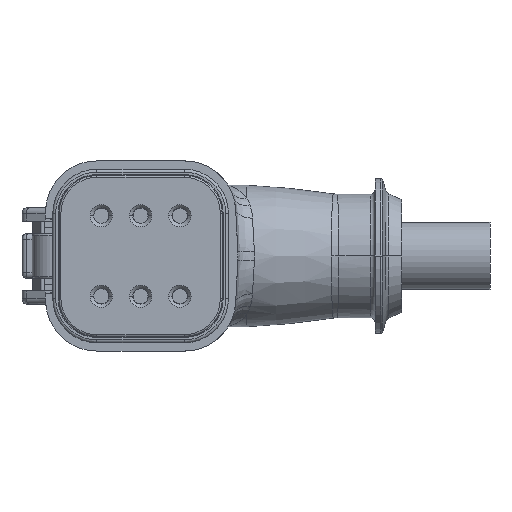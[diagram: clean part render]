
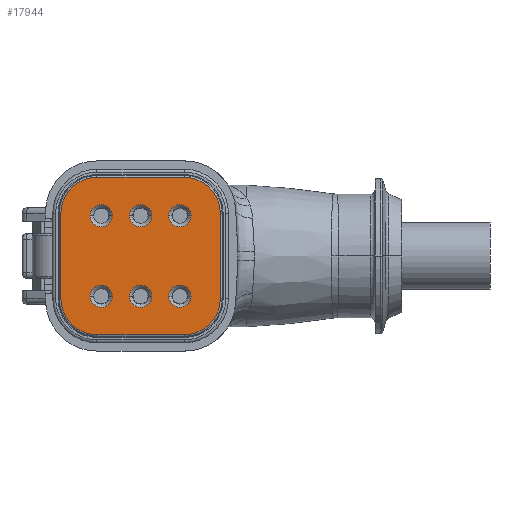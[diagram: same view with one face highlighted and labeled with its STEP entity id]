
A CAD part, left-side view. The second image highlights one B-rep face of the part: STEP entity #17944.
In plain terms, the highlighted planar face has unit normal (-1, 0, 0).
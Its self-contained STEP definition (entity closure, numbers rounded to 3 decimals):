
#4826=DIRECTION('',(0.,1.,0.));
#4827=VECTOR('',#4826,9.906);
#4828=CARTESIAN_POINT('',(-1.268,-4.951,8.89));
#4829=LINE('',#4828,#4827);
#4834=CARTESIAN_POINT('',(-1.268,4.955,-4.826));
#4835=DIRECTION('',(1.,0.,0.));
#4836=DIRECTION('',(0.,0.,-1.));
#4837=AXIS2_PLACEMENT_3D('',#4834,#4835,#4836);
#4839=CARTESIAN_POINT('',(-1.268,4.955,4.826));
#4840=DIRECTION('',(1.,0.,0.));
#4841=DIRECTION('',(0.,1.,0.));
#4842=AXIS2_PLACEMENT_3D('',#4839,#4840,#4841);
#4844=CARTESIAN_POINT('',(-1.268,-4.951,4.826));
#4845=DIRECTION('',(1.,0.,0.));
#4846=DIRECTION('',(0.,0.,1.));
#4847=AXIS2_PLACEMENT_3D('',#4844,#4845,#4846);
#4849=CARTESIAN_POINT('',(-1.268,-4.951,-4.826));
#4850=DIRECTION('',(1.,0.,0.));
#4851=DIRECTION('',(0.,-1.,0.));
#4852=AXIS2_PLACEMENT_3D('',#4849,#4850,#4851);
#4854=DIRECTION('',(0.,-1.,0.));
#4855=VECTOR('',#4854,9.906);
#4856=CARTESIAN_POINT('',(-1.268,4.955,-8.89));
#4857=LINE('',#4856,#4855);
#4877=DIRECTION('',(0.,0.,1.));
#4878=VECTOR('',#4877,9.652);
#4879=CARTESIAN_POINT('',(-1.268,-9.015,-4.826));
#4880=LINE('',#4879,#4878);
#5060=CARTESIAN_POINT('',(-1.268,0.002,-4.559));
#5061=DIRECTION('',(1.,0.,0.));
#5062=DIRECTION('',(0.,1.,0.));
#5063=AXIS2_PLACEMENT_3D('',#5060,#5061,#5062);
#5069=CARTESIAN_POINT('',(-1.268,0.002,-4.559));
#5070=DIRECTION('',(1.,0.,0.));
#5071=DIRECTION('',(0.,-1.,0.));
#5072=AXIS2_PLACEMENT_3D('',#5069,#5070,#5071);
#5096=CARTESIAN_POINT('',(-1.268,-4.443,-4.559));
#5097=DIRECTION('',(1.,0.,0.));
#5098=DIRECTION('',(0.,1.,0.));
#5099=AXIS2_PLACEMENT_3D('',#5096,#5097,#5098);
#5105=CARTESIAN_POINT('',(-1.268,-4.443,-4.559));
#5106=DIRECTION('',(1.,0.,0.));
#5107=DIRECTION('',(0.,-1.,0.));
#5108=AXIS2_PLACEMENT_3D('',#5105,#5106,#5107);
#5132=CARTESIAN_POINT('',(-1.268,4.447,-4.559));
#5133=DIRECTION('',(1.,0.,0.));
#5134=DIRECTION('',(0.,1.,0.));
#5135=AXIS2_PLACEMENT_3D('',#5132,#5133,#5134);
#5141=CARTESIAN_POINT('',(-1.268,4.447,-4.559));
#5142=DIRECTION('',(1.,0.,0.));
#5143=DIRECTION('',(0.,-1.,0.));
#5144=AXIS2_PLACEMENT_3D('',#5141,#5142,#5143);
#5174=DIRECTION('',(0.,0.,-1.));
#5175=VECTOR('',#5174,9.652);
#5176=CARTESIAN_POINT('',(-1.268,9.019,4.826));
#5177=LINE('',#5176,#5175);
#5209=CARTESIAN_POINT('',(-1.268,-4.443,4.559));
#5210=DIRECTION('',(1.,0.,0.));
#5211=DIRECTION('',(0.,-1.,0.));
#5212=AXIS2_PLACEMENT_3D('',#5209,#5210,#5211);
#5223=CARTESIAN_POINT('',(-1.268,-4.443,4.559));
#5224=DIRECTION('',(1.,0.,0.));
#5225=DIRECTION('',(0.,1.,0.));
#5226=AXIS2_PLACEMENT_3D('',#5223,#5224,#5225);
#5245=CARTESIAN_POINT('',(-1.268,0.002,4.559));
#5246=DIRECTION('',(1.,0.,0.));
#5247=DIRECTION('',(0.,-1.,0.));
#5248=AXIS2_PLACEMENT_3D('',#5245,#5246,#5247);
#5259=CARTESIAN_POINT('',(-1.268,0.002,4.559));
#5260=DIRECTION('',(1.,0.,0.));
#5261=DIRECTION('',(0.,1.,0.));
#5262=AXIS2_PLACEMENT_3D('',#5259,#5260,#5261);
#5281=CARTESIAN_POINT('',(-1.268,4.447,4.559));
#5282=DIRECTION('',(1.,0.,0.));
#5283=DIRECTION('',(0.,-1.,0.));
#5284=AXIS2_PLACEMENT_3D('',#5281,#5282,#5283);
#5295=CARTESIAN_POINT('',(-1.268,4.447,4.559));
#5296=DIRECTION('',(1.,0.,0.));
#5297=DIRECTION('',(0.,1.,0.));
#5298=AXIS2_PLACEMENT_3D('',#5295,#5296,#5297);
#7311=CARTESIAN_POINT('',(-1.268,-4.951,8.89));
#7312=CARTESIAN_POINT('',(-1.268,4.955,8.89));
#7313=VERTEX_POINT('',#7311);
#7314=VERTEX_POINT('',#7312);
#7315=CARTESIAN_POINT('',(-1.268,4.955,-8.89));
#7316=CARTESIAN_POINT('',(-1.268,-4.951,-8.89));
#7317=VERTEX_POINT('',#7315);
#7318=VERTEX_POINT('',#7316);
#7319=CARTESIAN_POINT('',(-1.268,9.019,-4.826));
#7320=VERTEX_POINT('',#7319);
#7321=CARTESIAN_POINT('',(-1.268,9.019,4.826));
#7322=VERTEX_POINT('',#7321);
#7323=CARTESIAN_POINT('',(-1.268,-9.015,4.826));
#7324=VERTEX_POINT('',#7323);
#7325=CARTESIAN_POINT('',(-1.268,-9.015,-4.826));
#7326=VERTEX_POINT('',#7325);
#7361=CARTESIAN_POINT('',(-1.268,-1.256,-4.559));
#7362=VERTEX_POINT('',#7361);
#7363=CARTESIAN_POINT('',(-1.268,1.259,-4.559));
#7364=VERTEX_POINT('',#7363);
#7369=CARTESIAN_POINT('',(-1.268,-5.701,-4.559));
#7370=VERTEX_POINT('',#7369);
#7371=CARTESIAN_POINT('',(-1.268,-3.186,-4.559));
#7372=VERTEX_POINT('',#7371);
#7377=CARTESIAN_POINT('',(-1.268,3.189,-4.559));
#7378=VERTEX_POINT('',#7377);
#7379=CARTESIAN_POINT('',(-1.268,5.704,-4.559));
#7380=VERTEX_POINT('',#7379);
#7383=CARTESIAN_POINT('',(-1.268,-3.186,4.559));
#7385=VERTEX_POINT('',#7383);
#7387=CARTESIAN_POINT('',(-1.268,-5.701,4.559));
#7389=VERTEX_POINT('',#7387);
#7391=CARTESIAN_POINT('',(-1.268,1.259,4.559));
#7393=VERTEX_POINT('',#7391);
#7395=CARTESIAN_POINT('',(-1.268,-1.256,4.559));
#7397=VERTEX_POINT('',#7395);
#7399=CARTESIAN_POINT('',(-1.268,5.704,4.559));
#7401=VERTEX_POINT('',#7399);
#7403=CARTESIAN_POINT('',(-1.268,3.189,4.559));
#7405=VERTEX_POINT('',#7403);
#17886=CARTESIAN_POINT('',(-1.268,-9.219,-9.093));
#17887=DIRECTION('',(-1.,0.,0.));
#17888=DIRECTION('',(0.,0.,1.));
#17889=AXIS2_PLACEMENT_3D('',#17886,#17887,#17888);
#17890=PLANE('',#17889);
#17892=ORIENTED_EDGE('',*,*,#17891,.F.);
#17894=ORIENTED_EDGE('',*,*,#17893,.T.);
#17896=ORIENTED_EDGE('',*,*,#17895,.F.);
#17898=ORIENTED_EDGE('',*,*,#17897,.T.);
#17899=ORIENTED_EDGE('',*,*,#17869,.F.);
#17901=ORIENTED_EDGE('',*,*,#17900,.T.);
#17903=ORIENTED_EDGE('',*,*,#17902,.F.);
#17905=ORIENTED_EDGE('',*,*,#17904,.T.);
#17906=EDGE_LOOP('',(#17892,#17894,#17896,#17898,#17899,#17901,#17903,#17905));
#17907=FACE_OUTER_BOUND('',#17906,.F.);
#17909=ORIENTED_EDGE('',*,*,#17908,.F.);
#17911=ORIENTED_EDGE('',*,*,#17910,.F.);
#17912=EDGE_LOOP('',(#17909,#17911));
#17913=FACE_BOUND('',#17912,.F.);
#17915=ORIENTED_EDGE('',*,*,#17914,.F.);
#17917=ORIENTED_EDGE('',*,*,#17916,.F.);
#17918=EDGE_LOOP('',(#17915,#17917));
#17919=FACE_BOUND('',#17918,.F.);
#17921=ORIENTED_EDGE('',*,*,#17920,.F.);
#17923=ORIENTED_EDGE('',*,*,#17922,.F.);
#17924=EDGE_LOOP('',(#17921,#17923));
#17925=FACE_BOUND('',#17924,.F.);
#17927=ORIENTED_EDGE('',*,*,#17926,.F.);
#17929=ORIENTED_EDGE('',*,*,#17928,.F.);
#17930=EDGE_LOOP('',(#17927,#17929));
#17931=FACE_BOUND('',#17930,.F.);
#17933=ORIENTED_EDGE('',*,*,#17932,.F.);
#17935=ORIENTED_EDGE('',*,*,#17934,.F.);
#17936=EDGE_LOOP('',(#17933,#17935));
#17937=FACE_BOUND('',#17936,.F.);
#17939=ORIENTED_EDGE('',*,*,#17938,.F.);
#17941=ORIENTED_EDGE('',*,*,#17940,.F.);
#17942=EDGE_LOOP('',(#17939,#17941));
#17943=FACE_BOUND('',#17942,.F.);
#17944=ADVANCED_FACE('',(#17907,#17913,#17919,#17925,#17931,#17937,#17943),
#17890,.T.);
#4838=CIRCLE('',#4837,4.064);
#4843=CIRCLE('',#4842,4.064);
#4848=CIRCLE('',#4847,4.064);
#4853=CIRCLE('',#4852,4.064);
#5064=CIRCLE('',#5063,1.257);
#5073=CIRCLE('',#5072,1.257);
#5100=CIRCLE('',#5099,1.257);
#5109=CIRCLE('',#5108,1.257);
#5136=CIRCLE('',#5135,1.257);
#5145=CIRCLE('',#5144,1.257);
#5213=CIRCLE('',#5212,1.257);
#5227=CIRCLE('',#5226,1.257);
#5249=CIRCLE('',#5248,1.257);
#5263=CIRCLE('',#5262,1.257);
#5285=CIRCLE('',#5284,1.257);
#5299=CIRCLE('',#5298,1.257);
#17869=EDGE_CURVE('',#7313,#7314,#4829,.T.);
#17891=EDGE_CURVE('',#7317,#7318,#4857,.T.);
#17893=EDGE_CURVE('',#7317,#7320,#4838,.T.);
#17895=EDGE_CURVE('',#7322,#7320,#5177,.T.);
#17897=EDGE_CURVE('',#7322,#7314,#4843,.T.);
#17900=EDGE_CURVE('',#7313,#7324,#4848,.T.);
#17902=EDGE_CURVE('',#7326,#7324,#4880,.T.);
#17904=EDGE_CURVE('',#7326,#7318,#4853,.T.);
#17908=EDGE_CURVE('',#7362,#7364,#5073,.T.);
#17910=EDGE_CURVE('',#7364,#7362,#5064,.T.);
#17914=EDGE_CURVE('',#7370,#7372,#5109,.T.);
#17916=EDGE_CURVE('',#7372,#7370,#5100,.T.);
#17920=EDGE_CURVE('',#7389,#7385,#5213,.T.);
#17922=EDGE_CURVE('',#7385,#7389,#5227,.T.);
#17926=EDGE_CURVE('',#7397,#7393,#5249,.T.);
#17928=EDGE_CURVE('',#7393,#7397,#5263,.T.);
#17932=EDGE_CURVE('',#7405,#7401,#5285,.T.);
#17934=EDGE_CURVE('',#7401,#7405,#5299,.T.);
#17938=EDGE_CURVE('',#7378,#7380,#5145,.T.);
#17940=EDGE_CURVE('',#7380,#7378,#5136,.T.);
